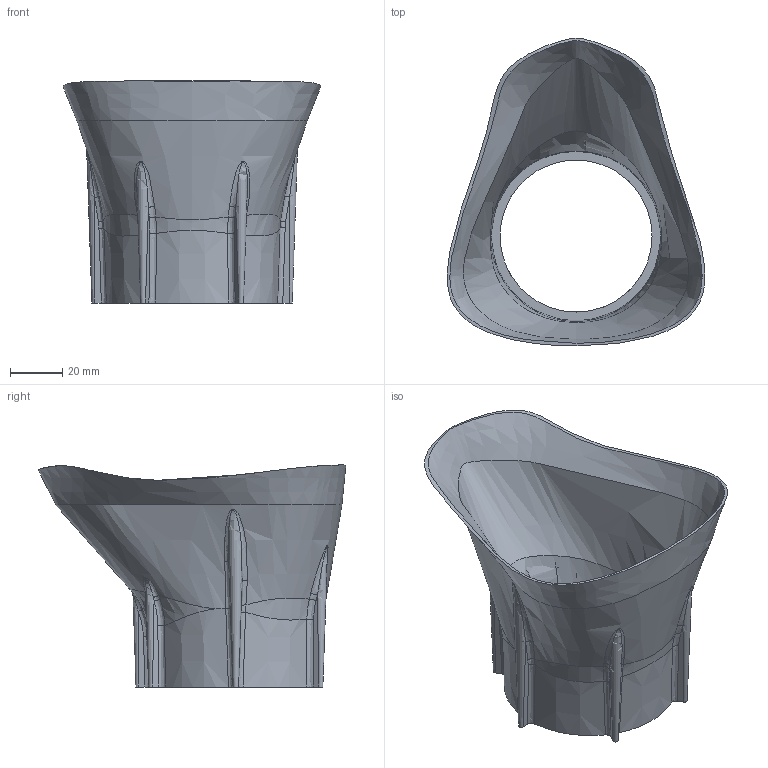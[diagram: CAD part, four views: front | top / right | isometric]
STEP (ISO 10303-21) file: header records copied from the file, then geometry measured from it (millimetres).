
FILE_DESCRIPTION(/* description */ (''),/* implementation_level */ '2;1');
FILE_NAME(/* name */ 'Mask Size L.step',/* time_stamp */ '2020-03-21T20:35:00-04:00',/* author */ (''),/* organization */ (''),/* preprocessor_version */ 'ST-DEVELOPER v18',/* originating_system */ 'Autodesk Translation Framework v8.12.0.6',/* authorisation */ '');
FILE_SCHEMA (('AUTOMOTIVE_DESIGN { 1 0 10303 214 3 1 1 }'));
Length unit declared in the file: millimetre
Products named in the file (1): Mask
Bounding box: 99.08 x 118.29 x 85.34 mm (x, y, z)
Volume: 33946.1 mm3; surface area: 47490.9 mm2
Topology: 1 solids, 1 shells, 90 faces, 247 edges, 153 vertices
Faces by surface type: bspline 58, plane 16, cone 16
Entity records: 6831 total; most frequent: CARTESIAN_POINT 4985, ORIENTED_EDGE 480, EDGE_CURVE 240, DIRECTION 210, VERTEX_POINT 153, B_SPLINE_CURVE_WITH_KNOTS 152, EDGE_LOOP 93, FACE_OUTER_BOUND 90
